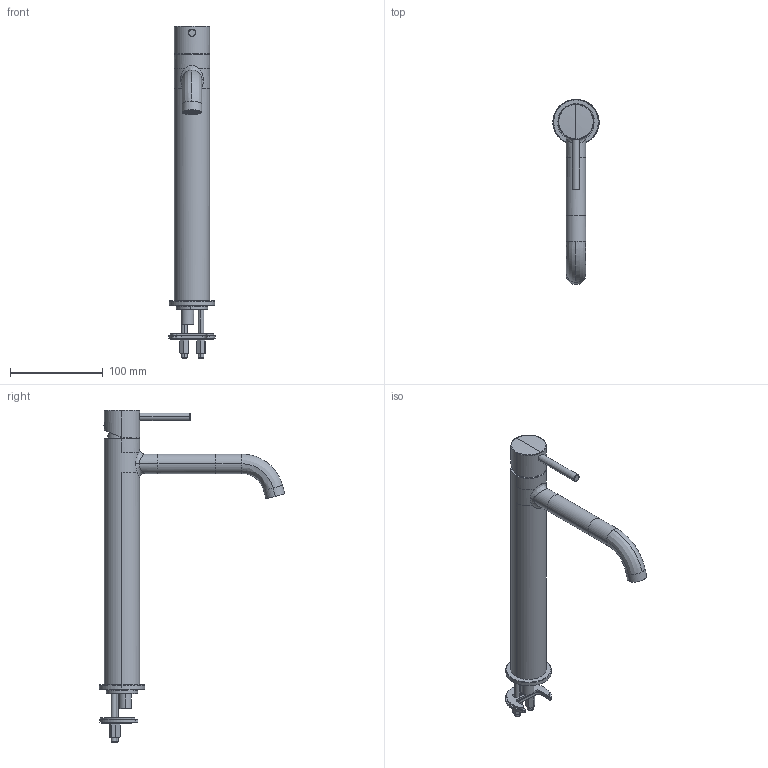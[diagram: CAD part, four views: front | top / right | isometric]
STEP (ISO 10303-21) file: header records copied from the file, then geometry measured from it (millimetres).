
FILE_DESCRIPTION(/* description */ (''),/* implementation_level */ '2;1');
FILE_NAME(/* name */ 'STEP - 164732204_2267200',/* time_stamp */ '2024-03-28T09:34:01+11:00',/* author */ (''),/* organization */ (''),/* preprocessor_version */ 'ST-DEVELOPER v16.5',/* originating_system */ 'Rhino 7.23',/* authorisation */ '');
FILE_SCHEMA (('AUTOMOTIVE_DESIGN'));
Length unit declared in the file: millimetre
Products named in the file (24): Document; 206209999901_ASM20; 20702041160115; 20701199060116; 20701234060117; 20503046160118; 20502238010219; 20606280012614; 20310257990112; 20203041072611; 20501179160110; 2020533901269; 2020264702263; 2080009106018; 2050553907267; 2050226401056; 2040118399015; 2080023306014; 206073752702_ASM; 2060736927021; 206012450102; 206012460102; 2060714624022; 201336472426
Assembly tree (27 placements, depth 3):
  Document
    206209999901_ASM20
      20702041160115
      20701199060116
      20701234060117
      20503046160118  x2
      20502238010219  x2
    20606280012614
    20310257990112
    20203041072611
    20501179160110
    2020533901269
    2020264702263
    2080009106018
    2050553907267
    2050226401056
    2040118399015
    2080023306014  x2
    206073752702_ASM
      2060736927021
      206012450102
      206012460102
      2060714624022  x2
    201336472426
Bounding box: 49.94 x 199.95 x 358.06 mm (x, y, z)
Volume: 169015.1 mm3; surface area: 152920.6 mm2
Topology: 26 solids, 26 shells, 2679 faces, 7446 edges, 4814 vertices
Faces by surface type: plane 1264, cylinder 1047, bspline 368
Entity records: 100906 total; most frequent: CARTESIAN_POINT 51095, ORIENTED_EDGE 14522, EDGE_CURVE 7261, B_SPLINE_CURVE_WITH_KNOTS 6031, VERTEX_POINT 4711, EDGE_LOOP 3560, ADVANCED_FACE 2604, FACE_OUTER_BOUND 2604
